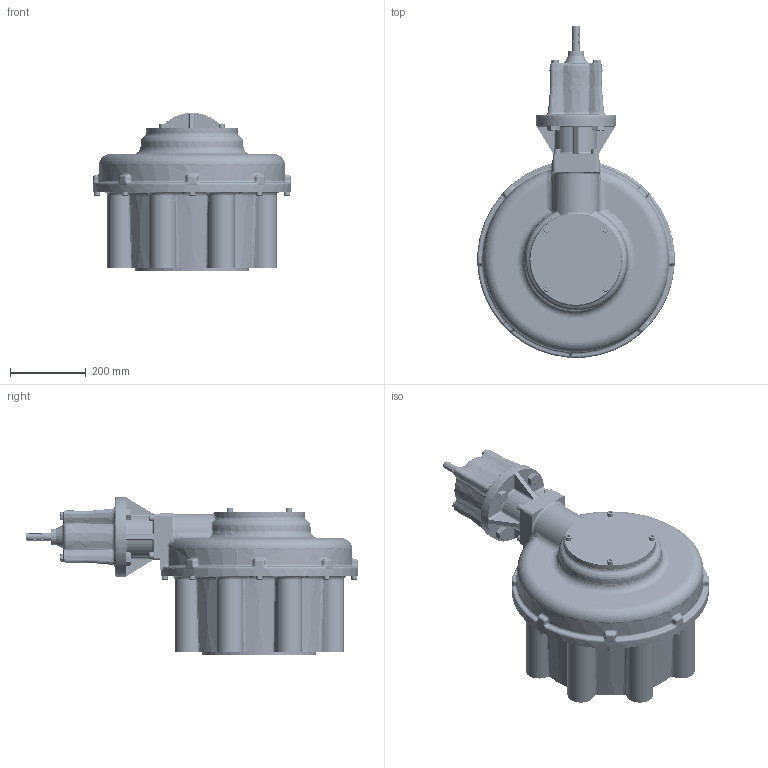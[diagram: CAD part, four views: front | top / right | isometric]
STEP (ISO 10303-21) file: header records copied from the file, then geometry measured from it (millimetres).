
FILE_DESCRIPTION(/* description */ ('Unknown'),/* implementation_level */ '2;1');
FILE_NAME(/* name */ 'PUB-HOB14MPR19-153.6-MAN-F40_SOLID_A-1',/* time_stamp */ '2019-10-22T12:20:31+01:00',/* author */ ('Unknown'),/* organization */ ('Unknown'),/* preprocessor_version */ 'ST-DEVELOPER v16.7',/* originating_system */ 'DEX',/* authorisation */ $);
FILE_SCHEMA (('AUTOMOTIVE_DESIGN {1 0 10303 214 3 1 1}'));
Products named in the file (1): PUB-HOB14MPR19-153.6-MAN-F40_SOLID_A-1
Bounding box: 519.97 x 873.96 x 416.39 mm (x, y, z)
Volume: 44839306 mm3; surface area: 3425922.5 mm2
Topology: 4 solids, 4 shells, 6663 faces, 18933 edges, 12101 vertices
Faces by surface type: cylinder 2661, plane 2484, bspline 603, cone 424, torus 405, sphere 86
Full cylindrical faces by diameter (mm): 2.5 x2, 3.18 x1, 5 x2, 6 x2, 15 x3, 16 x12, 17 x3, 18 x4, 20 x4, 21.998 x46, 22.098 x1, 23 x2, 26 x10, 30 x2, 32 x8, 36 x1, 42 x1, 50 x1, 57.15 x1, 60 x1, 62.5 x4, 78.1 x4, 90 x3, 94 x1, 100 x1, 102 x1, 105 x1, 125 x1, 128 x1, 165.625 x1
Entity records: 238788 total; most frequent: CARTESIAN_POINT 72076, ORIENTED_EDGE 36324, DIRECTION 34002, EDGE_CURVE 18162, AXIS2_PLACEMENT_3D 13989, VERTEX_POINT 11867, CIRCLE 7586, FACE_BOUND 7545
